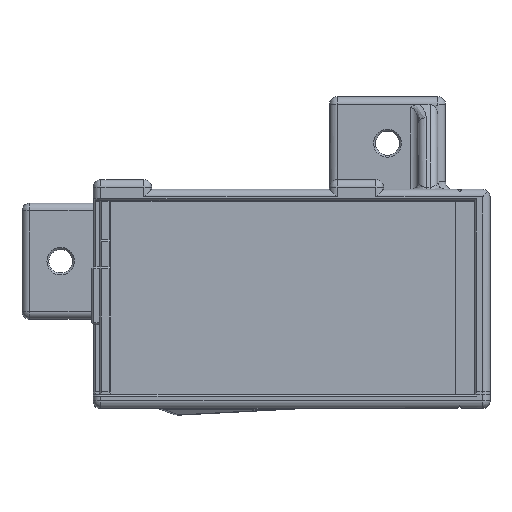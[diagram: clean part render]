
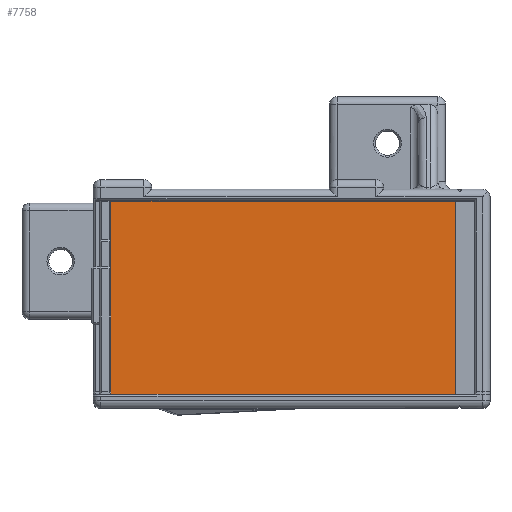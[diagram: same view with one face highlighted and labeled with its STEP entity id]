
A CAD part, top view. The second image highlights one B-rep face of the part: STEP entity #7758.
In plain terms, the highlighted planar face has unit normal (0, 0, 1).
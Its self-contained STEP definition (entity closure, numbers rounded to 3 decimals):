
#472=FACE_BOUND('',#1614,.T.);
#674=PLANE('',#8175);
#1138=FACE_OUTER_BOUND('',#1613,.T.);
#1613=EDGE_LOOP('',(#6924,#6925,#6926,#6927,#6928,#6929,#6930,#6931,#6932,
#6933,#6934,#6935));
#1614=EDGE_LOOP('',(#6936,#6937,#6938,#6939));
#1727=LINE('',#10062,#2458);
#1875=LINE('',#10416,#2606);
#1884=LINE('',#10432,#2615);
#1889=LINE('',#10446,#2620);
#1907=LINE('',#10483,#2638);
#1911=LINE('',#10491,#2642);
#1915=LINE('',#10498,#2646);
#2218=LINE('',#13661,#2949);
#2227=LINE('',#13690,#2958);
#2247=LINE('',#13731,#2978);
#2265=LINE('',#13845,#2996);
#2267=LINE('',#13849,#2998);
#2268=LINE('',#13851,#2999);
#2335=LINE('',#14152,#3066);
#2458=VECTOR('',#8372,10.);
#2606=VECTOR('',#8716,1.);
#2615=VECTOR('',#8731,10.);
#2620=VECTOR('',#8744,10.);
#2638=VECTOR('',#8788,10.);
#2642=VECTOR('',#8792,10.);
#2646=VECTOR('',#8796,10.);
#2949=VECTOR('',#9253,10.);
#2958=VECTOR('',#9268,1.);
#2978=VECTOR('',#9316,10.);
#2996=VECTOR('',#9388,10.);
#2998=VECTOR('',#9392,10.);
#2999=VECTOR('',#9395,10.);
#3066=VECTOR('',#9590,10.);
#3202=CIRCLE('',#7973,2.85);
#3204=CIRCLE('',#7977,2.85);
#3303=VERTEX_POINT('',#10060);
#3304=VERTEX_POINT('',#10061);
#3411=VERTEX_POINT('',#10414);
#3412=VERTEX_POINT('',#10415);
#3415=VERTEX_POINT('',#10430);
#3416=VERTEX_POINT('',#10431);
#3419=VERTEX_POINT('',#10439);
#3421=VERTEX_POINT('',#10445);
#3427=VERTEX_POINT('',#10482);
#3430=VERTEX_POINT('',#10488);
#3431=VERTEX_POINT('',#10490);
#3434=VERTEX_POINT('',#10496);
#3823=VERTEX_POINT('',#13686);
#3825=VERTEX_POINT('',#13689);
#3845=VERTEX_POINT('',#13840);
#3846=VERTEX_POINT('',#13847);
#4001=EDGE_CURVE('',#3303,#3304,#1727,.T.);
#4175=EDGE_CURVE('',#3411,#3412,#1875,.T.);
#4184=EDGE_CURVE('',#3415,#3416,#1884,.T.);
#4188=EDGE_CURVE('',#3416,#3419,#3202,.T.);
#4191=EDGE_CURVE('',#3419,#3421,#1889,.T.);
#4194=EDGE_CURVE('',#3421,#3415,#3204,.T.);
#4211=EDGE_CURVE('',#3304,#3427,#1907,.T.);
#4215=EDGE_CURVE('',#3430,#3431,#1911,.T.);
#4219=EDGE_CURVE('',#3434,#3411,#1915,.T.);
#4771=EDGE_CURVE('',#3427,#3430,#2218,.T.);
#4782=EDGE_CURVE('',#3825,#3823,#2227,.T.);
#4803=EDGE_CURVE('',#3431,#3823,#2247,.F.);
#4834=EDGE_CURVE('',#3825,#3845,#2265,.T.);
#4836=EDGE_CURVE('',#3846,#3845,#2267,.T.);
#4837=EDGE_CURVE('',#3846,#3434,#2268,.F.);
#4926=EDGE_CURVE('',#3412,#3303,#2335,.T.);
#6924=ORIENTED_EDGE('',*,*,#4837,.F.);
#6925=ORIENTED_EDGE('',*,*,#4836,.T.);
#6926=ORIENTED_EDGE('',*,*,#4834,.F.);
#6927=ORIENTED_EDGE('',*,*,#4782,.T.);
#6928=ORIENTED_EDGE('',*,*,#4803,.F.);
#6929=ORIENTED_EDGE('',*,*,#4215,.F.);
#6930=ORIENTED_EDGE('',*,*,#4771,.F.);
#6931=ORIENTED_EDGE('',*,*,#4211,.F.);
#6932=ORIENTED_EDGE('',*,*,#4001,.F.);
#6933=ORIENTED_EDGE('',*,*,#4926,.F.);
#6934=ORIENTED_EDGE('',*,*,#4175,.F.);
#6935=ORIENTED_EDGE('',*,*,#4219,.F.);
#6936=ORIENTED_EDGE('',*,*,#4194,.T.);
#6937=ORIENTED_EDGE('',*,*,#4184,.T.);
#6938=ORIENTED_EDGE('',*,*,#4188,.T.);
#6939=ORIENTED_EDGE('',*,*,#4191,.T.);
#7758=ADVANCED_FACE('',(#1138,#472),#674,.T.);
#7973=AXIS2_PLACEMENT_3D('',#10440,#8737,#8738);
#7977=AXIS2_PLACEMENT_3D('',#10451,#8749,#8750);
#8175=AXIS2_PLACEMENT_3D('',#14151,#9588,#9589);
#8372=DIRECTION('',(0.,-1.,0.));
#8716=DIRECTION('',(0.,1.,0.));
#8731=DIRECTION('',(0.,1.,0.));
#8737=DIRECTION('center_axis',(0.,0.,-1.));
#8738=DIRECTION('ref_axis',(0.,-1.,0.));
#8744=DIRECTION('',(0.,-1.,0.));
#8749=DIRECTION('center_axis',(0.,0.,-1.));
#8750=DIRECTION('ref_axis',(0.,1.,0.));
#8788=DIRECTION('',(-1.,0.,0.));
#8792=DIRECTION('',(-1.,0.,0.));
#8796=DIRECTION('',(-1.,0.,0.));
#9253=DIRECTION('',(-1.,0.,0.));
#9268=DIRECTION('',(0.,1.,0.));
#9316=DIRECTION('',(0.707,0.707,0.));
#9388=DIRECTION('',(-1.,0.,0.));
#9392=DIRECTION('',(0.,-1.,0.));
#9395=DIRECTION('',(0.707,-0.707,0.));
#9588=DIRECTION('center_axis',(0.,0.,1.));
#9589=DIRECTION('ref_axis',(1.,0.,0.));
#9590=DIRECTION('',(1.,0.,0.));
#10060=CARTESIAN_POINT('',(436.52,-28.001,578.));
#10061=CARTESIAN_POINT('',(436.52,-78.001,578.));
#10062=CARTESIAN_POINT('',(436.52,-64.991,578.));
#10414=CARTESIAN_POINT('',(340.5,-78.001,578.));
#10415=CARTESIAN_POINT('',(340.5,-28.001,578.));
#10416=CARTESIAN_POINT('',(340.5,-77.321,578.));
#10430=CARTESIAN_POINT('',(429.82,-66.789,578.));
#10431=CARTESIAN_POINT('',(429.82,-54.789,578.));
#10432=CARTESIAN_POINT('',(429.82,-72.055,578.));
#10439=CARTESIAN_POINT('',(435.52,-54.789,578.));
#10440=CARTESIAN_POINT('Origin',(432.67,-54.789,578.));
#10445=CARTESIAN_POINT('',(435.52,-66.789,578.));
#10446=CARTESIAN_POINT('',(435.52,-66.055,578.));
#10451=CARTESIAN_POINT('Origin',(432.67,-66.789,578.));
#10482=CARTESIAN_POINT('',(416.,-78.001,578.));
#10483=CARTESIAN_POINT('',(386.76,-78.001,578.));
#10488=CARTESIAN_POINT('',(387.5,-78.001,578.));
#10490=CARTESIAN_POINT('',(364.5,-78.001,578.));
#10491=CARTESIAN_POINT('',(386.76,-78.001,578.));
#10496=CARTESIAN_POINT('',(344.2,-78.001,578.));
#10498=CARTESIAN_POINT('',(386.76,-78.001,578.));
#13661=CARTESIAN_POINT('',(386.76,-78.001,578.));
#13686=CARTESIAN_POINT('',(364.,-78.501,578.));
#13689=CARTESIAN_POINT('',(364.,-81.181,578.));
#13690=CARTESIAN_POINT('',(364.,-81.681,578.));
#13731=CARTESIAN_POINT('',(363.33,-79.171,578.));
#13840=CARTESIAN_POINT('',(344.7,-81.181,578.));
#13845=CARTESIAN_POINT('',(434.01,-81.181,578.));
#13847=CARTESIAN_POINT('',(344.7,-78.501,578.));
#13849=CARTESIAN_POINT('',(344.7,-79.841,578.));
#13851=CARTESIAN_POINT('',(365.655,-99.456,578.));
#14151=CARTESIAN_POINT('Origin',(429.52,-78.001,578.));
#14152=CARTESIAN_POINT('',(417.66,-28.001,578.));
